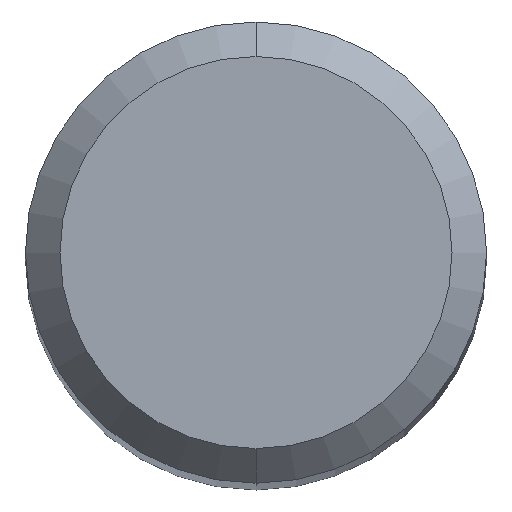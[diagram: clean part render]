
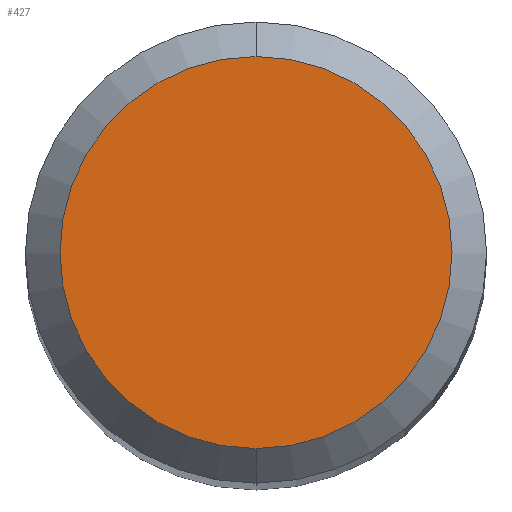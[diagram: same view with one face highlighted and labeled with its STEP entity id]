
A CAD part, top view. The second image highlights one B-rep face of the part: STEP entity #427.
In plain terms, the highlighted planar face has unit normal (0, 0, 1).
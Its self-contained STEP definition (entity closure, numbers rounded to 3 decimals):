
#185=EDGE_CURVE('',#205,#401,#493,.T.);
#205=VERTEX_POINT('',#514);
#353=EDGE_CURVE('',#401,#205,#679,.T.);
#401=VERTEX_POINT('',#734);
#427=ADVANCED_FACE('',(#761),#762,.T.);
#493=CIRCLE('',#852,1.7);
#514=CARTESIAN_POINT('',(0.,-1.7,0.0));
#679=CIRCLE('',#1249,1.7);
#734=CARTESIAN_POINT('',(0.0,1.7,0.0));
#761=FACE_OUTER_BOUND('',#1376,.T.);
#762=PLANE('',#1377);
#852=AXIS2_PLACEMENT_3D('',#1453,#1454,#1455);
#1249=AXIS2_PLACEMENT_3D('',#1670,#1671,#1672);
#1376=EDGE_LOOP('',(#1763,#1764));
#1377=AXIS2_PLACEMENT_3D('',#1765,#1766,#1767);
#1453=CARTESIAN_POINT('',(0.0,0.0,0.0));
#1454=DIRECTION('',(0.0,0.0,-1.0));
#1455=DIRECTION('',(0.0,1.0,0.0));
#1670=CARTESIAN_POINT('',(0.0,0.0,0.0));
#1671=DIRECTION('',(0.0,0.0,-1.0));
#1672=DIRECTION('',(0.0,1.0,0.0));
#1763=ORIENTED_EDGE('',*,*,#353,.F.);
#1764=ORIENTED_EDGE('',*,*,#185,.F.);
#1765=CARTESIAN_POINT('',(0.0,0.85,0.0));
#1766=DIRECTION('',(-0.0,0.0,1.0));
#1767=DIRECTION('',(0.0,-1.0,0.0));
